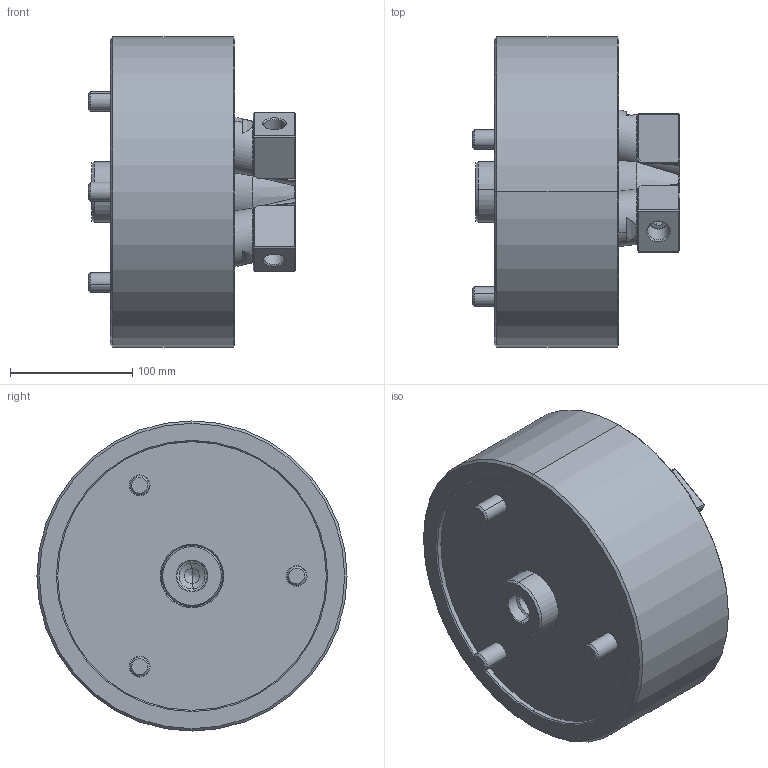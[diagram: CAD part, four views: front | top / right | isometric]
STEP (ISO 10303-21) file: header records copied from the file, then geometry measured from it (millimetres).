
FILE_DESCRIPTION (( 'STEP AP203' ), '1' );
FILE_NAME ('CF-3E-10.STEP', '2019-11-11T09:53:50', ( 'temp' ), ( '' ), 'SwSTEP 2.0', 'SolidWorks 2016', '' );
FILE_SCHEMA (( 'CONFIG_CONTROL_DESIGN' ));
Length unit declared in the file: millimetre
Products named in the file (7): CF-3E-10-01000; CF-3E-10-02000; CF-3E-10-05000; CF-3E-10-03000; 圓頭內六角螺栓_M10x20; 圓頭內六角螺栓_M16x100; CF-3E-10
Assembly tree (14 placements, depth 2):
  CF-3E-10
    CF-3E-10-01000
    CF-3E-10-02000
    CF-3E-10-03000  x3
    CF-3E-10-05000  x3
    圓頭內六角螺栓_M10x20  x3
    圓頭內六角螺栓_M16x100  x3
Bounding box: 170 x 254 x 254 mm (x, y, z)
Volume: 5285239.6 mm3; surface area: 360357.6 mm2
Topology: 14 solids, 14 shells, 485 faces, 1122 edges, 664 vertices
Faces by surface type: plane 181, cone 133, cylinder 126, bspline 33, torus 12
Entity records: 12879 total; most frequent: CARTESIAN_POINT 6168, DIRECTION 1242, ORIENTED_EDGE 1156, EDGE_CURVE 578, AXIS2_PLACEMENT_3D 500, VERTEX_POINT 352, EDGE_LOOP 296, FACE_OUTER_BOUND 261
